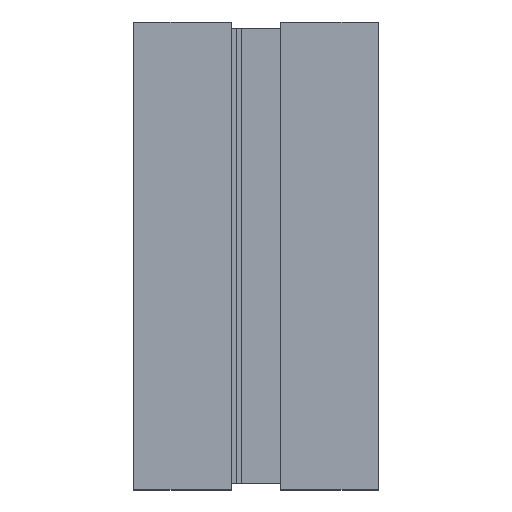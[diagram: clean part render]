
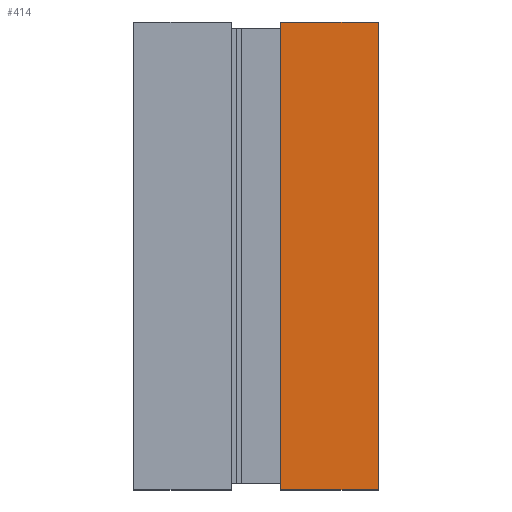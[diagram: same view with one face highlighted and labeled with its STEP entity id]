
A CAD part, top view. The second image highlights one B-rep face of the part: STEP entity #414.
In plain terms, the highlighted planar face has unit normal (0, 0, 1).
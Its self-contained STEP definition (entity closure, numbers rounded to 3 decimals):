
#414=ADVANCED_FACE('',(#420),#415,.F.);
#415=PLANE('',#416);
#416=AXIS2_PLACEMENT_3D('',#417,#418,#419);
#417=CARTESIAN_POINT('Origin',(0.176,-1.676,0.66));
#418=DIRECTION('center_axis',(0.0,0.0,-1.0));
#419=DIRECTION('ref_axis',(0.,1.,0.));
#420=FACE_OUTER_BOUND('',#421,.T.);
#421=EDGE_LOOP('',(#422,#432,#442,#452));
#422=ORIENTED_EDGE('',*,*,#423,.F.);
#423=EDGE_CURVE('',#424,#426,#428,.T.);
#424=VERTEX_POINT('',#425);
#425=CARTESIAN_POINT('',(0.876,-1.676,0.66));
#426=VERTEX_POINT('',#427);
#427=CARTESIAN_POINT('',(0.176,-1.676,0.66));
#428=LINE('',#429,#430);
#429=CARTESIAN_POINT('',(0.876,-1.676,0.66));
#430=VECTOR('',#431,0.7);
#431=DIRECTION('',(-1.0,0.0,0.0));
#432=ORIENTED_EDGE('',*,*,#433,.F.);
#433=EDGE_CURVE('',#434,#436,#438,.T.);
#434=VERTEX_POINT('',#435);
#435=CARTESIAN_POINT('',(0.876,1.676,0.66));
#436=VERTEX_POINT('',#425);
#438=LINE('',#439,#440);
#439=CARTESIAN_POINT('',(0.876,1.676,0.66));
#440=VECTOR('',#441,3.353);
#441=DIRECTION('',(0.0,-1.0,0.0));
#442=ORIENTED_EDGE('',*,*,#443,.F.);
#443=EDGE_CURVE('',#444,#446,#448,.T.);
#444=VERTEX_POINT('',#445);
#445=CARTESIAN_POINT('',(0.176,1.676,0.66));
#446=VERTEX_POINT('',#435);
#448=LINE('',#449,#450);
#449=CARTESIAN_POINT('',(0.176,1.676,0.66));
#450=VECTOR('',#451,0.7);
#451=DIRECTION('',(1.0,0.0,0.0));
#452=ORIENTED_EDGE('',*,*,#453,.F.);
#453=EDGE_CURVE('',#454,#456,#458,.T.);
#454=VERTEX_POINT('',#427);
#456=VERTEX_POINT('',#445);
#458=LINE('',#459,#460);
#459=CARTESIAN_POINT('',(0.176,-1.676,0.66));
#460=VECTOR('',#461,3.353);
#461=DIRECTION('',(0.0,1.0,0.0));
